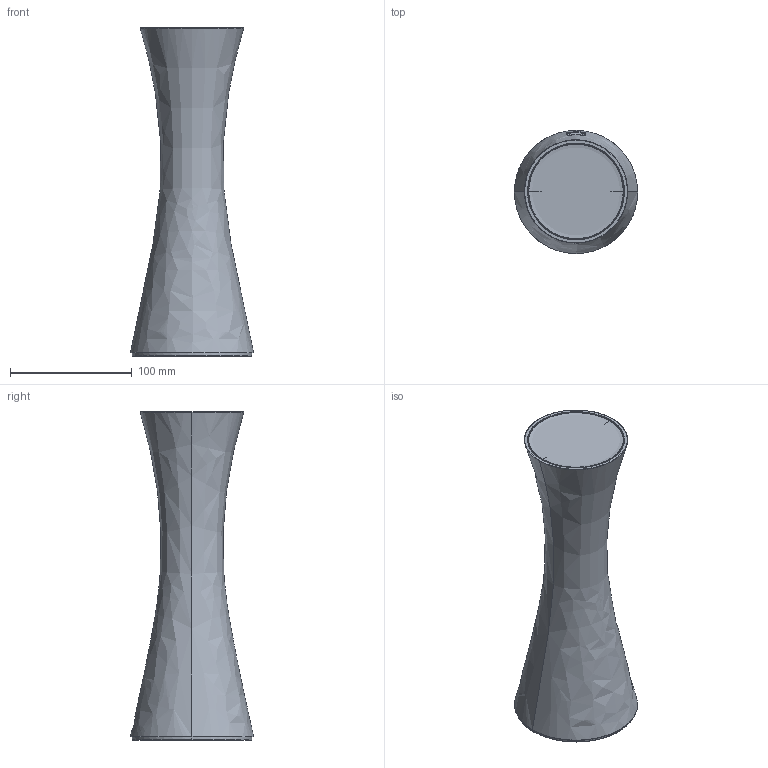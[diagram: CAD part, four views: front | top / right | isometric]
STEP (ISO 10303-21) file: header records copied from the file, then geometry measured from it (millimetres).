
FILE_DESCRIPTION(/* description */ (''),/* implementation_level */ '2;1');
FILE_NAME(/* name */ '3D_Come Together',/* time_stamp */ '2018-10-05T10:58:36+02:00',/* author */ (''),/* organization */ (''),/* preprocessor_version */ 'ST-DEVELOPER v10',/* originating_system */ '',/* authorisation */ '');
FILE_SCHEMA (('AUTOMOTIVE_DESIGN'));
Length unit declared in the file: metre
Products named in the file (1): 1
Bounding box: 100.93 x 100.94 x 269 mm (x, y, z)
Volume: 3514.3 mm3; surface area: 201991.7 mm2
Topology: 1 solids, 9 shells, 538 faces, 1581 edges, 1053 vertices
Faces by surface type: bspline 449, plane 89
Entity records: 42231 total; most frequent: CARTESIAN_POINT 33807, ORIENTED_EDGE 2965, EDGE_CURVE 1566, VERTEX_POINT 1051, B_SPLINE_CURVE_WITH_KNOTS 684, EDGE_LOOP 596, ADVANCED_FACE 538, FACE_OUTER_BOUND 538
